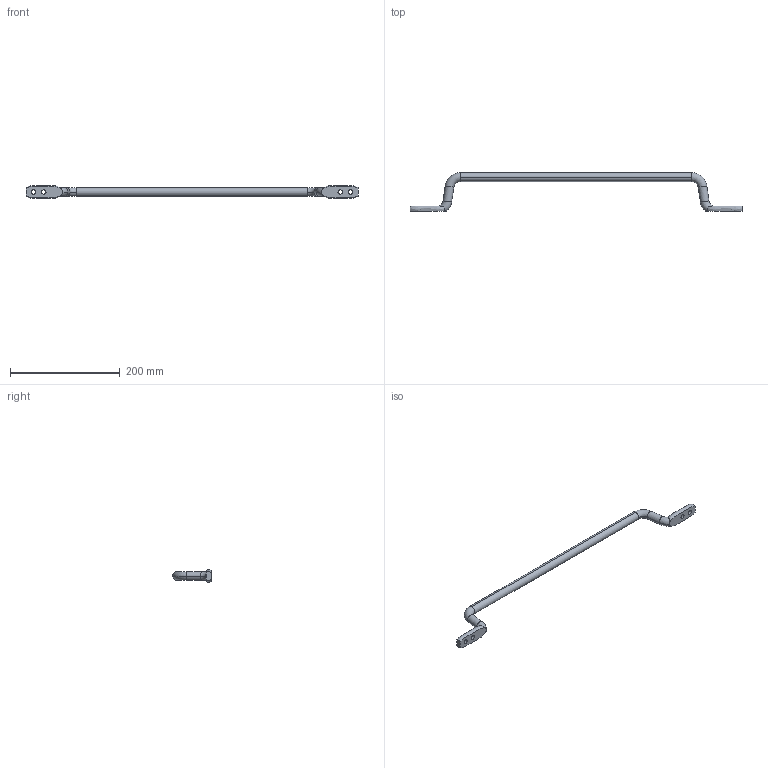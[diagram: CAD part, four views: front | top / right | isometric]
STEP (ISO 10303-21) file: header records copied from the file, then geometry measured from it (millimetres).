
FILE_DESCRIPTION (( 'STEP AP214' ), '1' );
FILE_NAME ('02927-Handrail Aluminium 577.9mm.STEP', '2018-08-19T21:02:08', ( '' ), ( '' ), 'SwSTEP 2.0', 'SolidWorks 2018', '' );
FILE_SCHEMA (( 'AUTOMOTIVE_DESIGN' ));
Length unit declared in the file: millimetre
Products named in the file (1): 02927-Handrail Aluminium 577.9mm
Bounding box: 605 x 70 x 23 mm (x, y, z)
Volume: 112803.2 mm3; surface area: 48415.6 mm2
Topology: 1 solids, 2 shells, 315 faces, 850 edges, 564 vertices
Faces by surface type: bspline 172, plane 82, cylinder 45, torus 16
Entity records: 31066 total; most frequent: CARTESIAN_POINT 24628, ORIENTED_EDGE 1700, EDGE_CURVE 850, DIRECTION 695, B_SPLINE_CURVE_WITH_KNOTS 571, VERTEX_POINT 564, EDGE_LOOP 348, FACE_OUTER_BOUND 315
